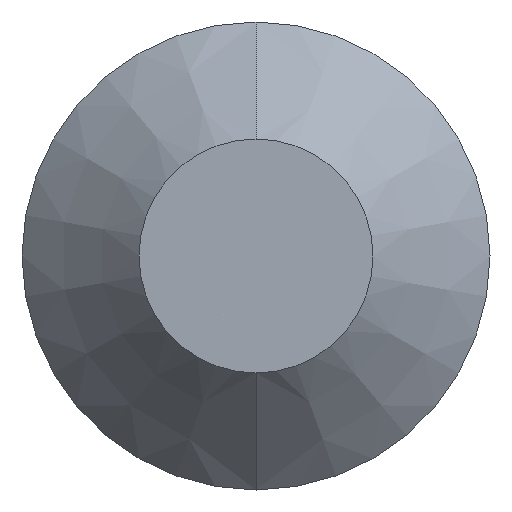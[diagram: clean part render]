
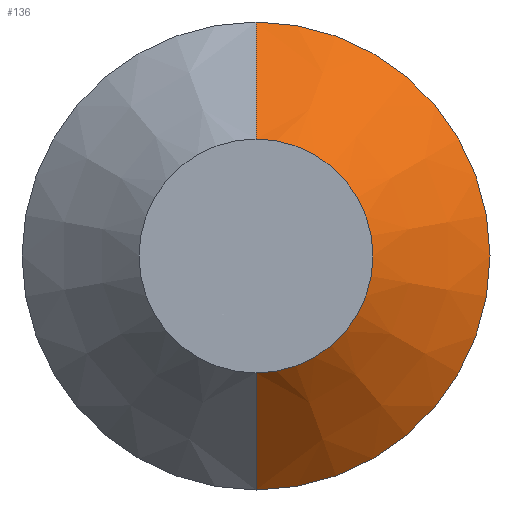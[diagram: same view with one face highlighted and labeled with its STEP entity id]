
A CAD part, front view. The second image highlights one B-rep face of the part: STEP entity #136.
In plain terms, the highlighted conical face has half-angle 45 degrees and reference radius 8 mm.
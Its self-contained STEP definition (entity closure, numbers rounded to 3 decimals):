
#29 = EDGE_LOOP ( 'NONE', ( #567, #542, #541, #543 ) ) ;
#117 = EDGE_CURVE ( 'NONE', #760, #758, #578, .T. ) ;
#136 = ADVANCED_FACE ( 'NONE', ( #819 ), #686, .T. ) ;
#182 = CARTESIAN_POINT ( 'NONE',  ( 0., -4.3, -4. ) ) ;
#189 = CARTESIAN_POINT ( 'NONE',  ( 0., -4.3, 4. ) ) ;
#190 = CARTESIAN_POINT ( 'NONE',  ( 0., -0.3, 8. ) ) ;
#192 = CARTESIAN_POINT ( 'NONE',  ( 0., -0.3, -8. ) ) ;
#273 = EDGE_CURVE ( 'NONE', #761, #760, #826, .T. ) ;
#277 = EDGE_CURVE ( 'NONE', #767, #758, #829, .T. ) ;
#278 = EDGE_CURVE ( 'NONE', #761, #767, #602, .T. ) ;
#406 = DIRECTION ( 'NONE',  ( 0., 0., 1. ) ) ;
#408 = DIRECTION ( 'NONE',  ( 0., 1., 0. ) ) ;
#409 = CARTESIAN_POINT ( 'NONE',  ( 0., -4.3, 0. ) ) ;
#410 = DIRECTION ( 'NONE',  ( 0., 0.707, -0.707 ) ) ;
#411 = CARTESIAN_POINT ( 'NONE',  ( 0., -0.3, -8. ) ) ;
#423 = DIRECTION ( 'NONE',  ( 0., 0.707, 0.707 ) ) ;
#424 = CARTESIAN_POINT ( 'NONE',  ( 0., -0.3, 8. ) ) ;
#491 = DIRECTION ( 'NONE',  ( 0., 0., 1. ) ) ;
#492 = DIRECTION ( 'NONE',  ( 0., 1., 0. ) ) ;
#495 = CARTESIAN_POINT ( 'NONE',  ( 0., -0.3, 0. ) ) ;
#520 = DIRECTION ( 'NONE',  ( 0., 0., 1. ) ) ;
#521 = DIRECTION ( 'NONE',  ( 0., 1., 0. ) ) ;
#523 = CARTESIAN_POINT ( 'NONE',  ( 0., -0.3, 0. ) ) ;
#541 = ORIENTED_EDGE ( 'NONE', *, *, #117, .F. ) ;
#542 = ORIENTED_EDGE ( 'NONE', *, *, #277, .T. ) ;
#543 = ORIENTED_EDGE ( 'NONE', *, *, #273, .F. ) ;
#567 = ORIENTED_EDGE ( 'NONE', *, *, #278, .T. ) ;
#578 = CIRCLE ( 'NONE', #638, 8. ) ;
#595 = VECTOR ( 'NONE', #423, 1000. ) ;
#598 = AXIS2_PLACEMENT_3D ( 'NONE', #409, #408, #406 ) ;
#602 = CIRCLE ( 'NONE', #598, 4. ) ;
#603 = VECTOR ( 'NONE', #410, 1000. ) ;
#638 = AXIS2_PLACEMENT_3D ( 'NONE', #523, #521, #520 ) ;
#640 = AXIS2_PLACEMENT_3D ( 'NONE', #495, #492, #491 ) ;
#686 = CONICAL_SURFACE ( 'NONE', #640, 8., 0.785 ) ;
#758 = VERTEX_POINT ( 'NONE', #192 ) ;
#760 = VERTEX_POINT ( 'NONE', #190 ) ;
#761 = VERTEX_POINT ( 'NONE', #189 ) ;
#767 = VERTEX_POINT ( 'NONE', #182 ) ;
#819 = FACE_OUTER_BOUND ( 'NONE', #29, .T. ) ;
#826 = LINE ( 'NONE', #424, #595 ) ;
#829 = LINE ( 'NONE', #411, #603 ) ;
